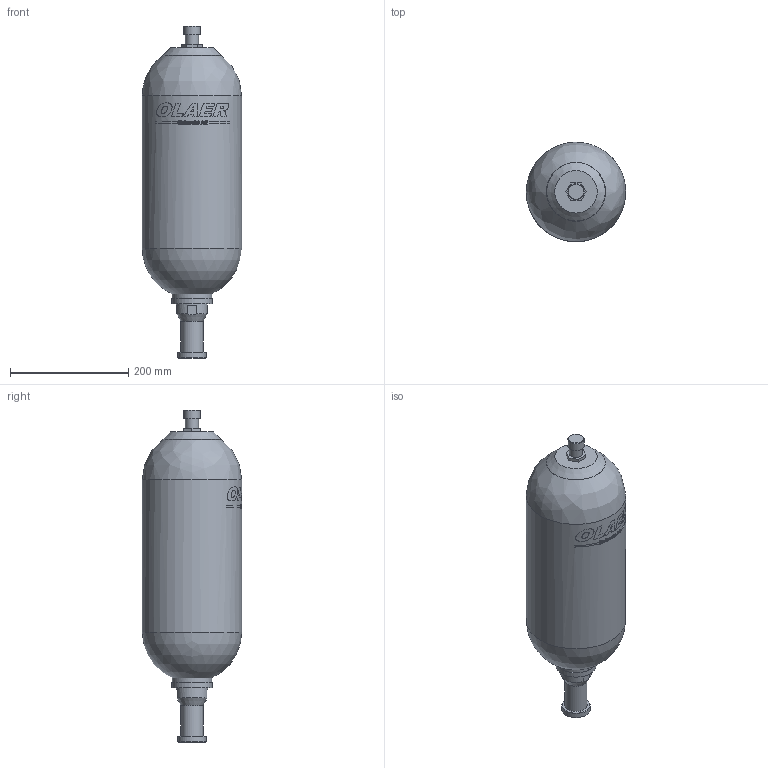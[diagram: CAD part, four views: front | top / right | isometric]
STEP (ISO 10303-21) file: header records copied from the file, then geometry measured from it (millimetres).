
FILE_DESCRIPTION( ( 'Unknown' ), '1' );
FILE_NAME( 'EHVF_6-350_108577.stp', 'Unknown', ( 'Unknown' ), ( 'Unknown' ), 'PSStep 17.0.49', 'Unknown', ' ' );
FILE_SCHEMA( ( 'AUTOMOTIVE_DESIGN { 1 0 10303 214 1 1 1 1 }' ) );
Length unit declared in the file: millimetre
Products named in the file (1): 1
Bounding box: 168.3 x 168.3 x 562.15 mm (x, y, z)
Volume: 8417476.2 mm3; surface area: 253169 mm2
Topology: 1 solids, 1 shells, 206 faces, 490 edges, 321 vertices
Faces by surface type: plane 129, cylinder 37, extrusion 22, cone 9, torus 6, bspline 2, sphere 1
Full cylindrical faces by diameter (mm): 7 x1, 11 x1, 22 x1, 22.225 x1, 27.5 x1, 31.2 x1, 37.5 x1, 39.6 x1, 47.9 x1, 52.5 x1, 67 x1, 67.735 x1, 168.3 x1
Entity records: 10294 total; most frequent: CARTESIAN_POINT 3891, DIRECTION 1016, ORIENTED_EDGE 906, EDGE_CURVE 453, AXIS2_PLACEMENT_3D 406, VERTEX_POINT 317, EDGE_LOOP 274, FACE_OUTER_BOUND 230
